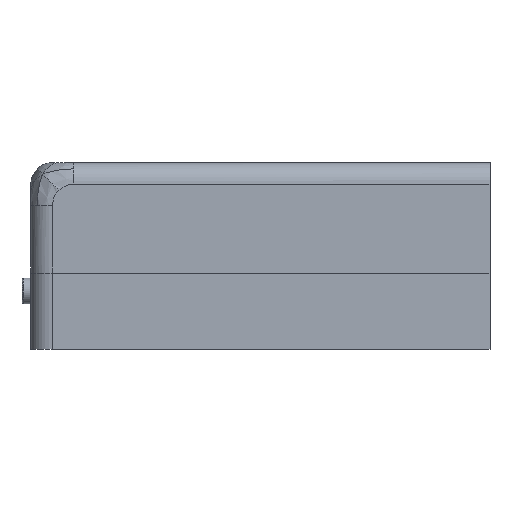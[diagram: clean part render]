
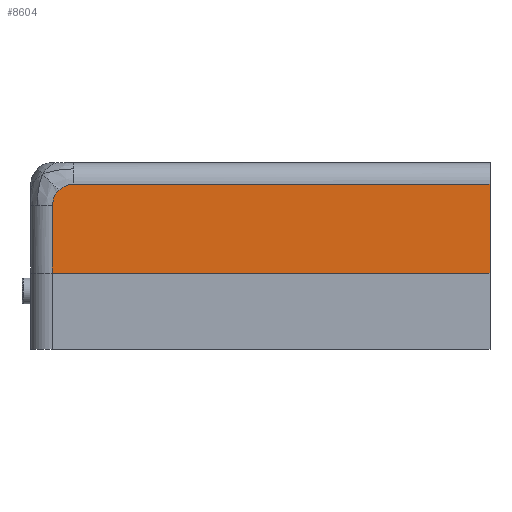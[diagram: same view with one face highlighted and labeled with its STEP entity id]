
A CAD part, front view. The second image highlights one B-rep face of the part: STEP entity #8604.
In plain terms, the highlighted planar face has unit normal (0, -1, 0).
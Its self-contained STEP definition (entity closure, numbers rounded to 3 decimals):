
#335=LINE('',#13913,#1097);
#382=LINE('',#14015,#1144);
#394=LINE('',#14191,#1156);
#396=LINE('',#14194,#1158);
#1097=VECTOR('',#10115,10.);
#1144=VECTOR('',#10208,10.);
#1156=VECTOR('',#10254,10.);
#1158=VECTOR('',#10258,10.);
#1923=PLANE('',#9170);
#2248=FACE_OUTER_BOUND('',#2739,.T.);
#2739=EDGE_LOOP('',(#6555,#6556,#6557,#6558,#6559,#6560));
#3141=CIRCLE('',#9025,3.);
#3144=CIRCLE('',#9028,3.);
#3671=VERTEX_POINT('',#12268);
#3672=VERTEX_POINT('',#12275);
#3674=VERTEX_POINT('',#12321);
#3896=VERTEX_POINT('',#13910);
#3897=VERTEX_POINT('',#13912);
#3929=VERTEX_POINT('',#14013);
#4523=EDGE_CURVE('',#3671,#3672,#3141,.T.);
#4527=EDGE_CURVE('',#3674,#3671,#3144,.T.);
#4854=EDGE_CURVE('',#3896,#3897,#335,.T.);
#4908=EDGE_CURVE('',#3929,#3896,#382,.T.);
#4925=EDGE_CURVE('',#3897,#3674,#394,.T.);
#4927=EDGE_CURVE('',#3672,#3929,#396,.T.);
#6555=ORIENTED_EDGE('',*,*,#4925,.F.);
#6556=ORIENTED_EDGE('',*,*,#4854,.F.);
#6557=ORIENTED_EDGE('',*,*,#4908,.F.);
#6558=ORIENTED_EDGE('',*,*,#4927,.F.);
#6559=ORIENTED_EDGE('',*,*,#4523,.F.);
#6560=ORIENTED_EDGE('',*,*,#4527,.F.);
#8604=ADVANCED_FACE('',(#2248),#1923,.T.);
#9025=AXIS2_PLACEMENT_3D('',#12276,#9748,#9749);
#9028=AXIS2_PLACEMENT_3D('',#12323,#9754,#9755);
#9170=AXIS2_PLACEMENT_3D('',#14197,#10262,#10263);
#9748=DIRECTION('center_axis',(0.,1.,0.));
#9749=DIRECTION('ref_axis',(-0.707,0.,0.707));
#9754=DIRECTION('center_axis',(0.,1.,0.));
#9755=DIRECTION('ref_axis',(-0.707,0.,0.707));
#10115=DIRECTION('',(-1.,0.,0.));
#10208=DIRECTION('',(0.,0.,-1.));
#10254=DIRECTION('',(0.,0.,1.));
#10258=DIRECTION('',(1.,0.,0.));
#10262=DIRECTION('center_axis',(0.,-1.,0.));
#10263=DIRECTION('ref_axis',(-1.,0.,0.));
#12268=CARTESIAN_POINT('',(-48.046,-37.063,9.871));
#12275=CARTESIAN_POINT('',(-45.925,-37.063,10.75));
#12276=CARTESIAN_POINT('Origin',(-45.925,-37.063,7.75));
#12321=CARTESIAN_POINT('',(-48.925,-37.063,7.75));
#12323=CARTESIAN_POINT('Origin',(-45.925,-37.063,7.75));
#13910=CARTESIAN_POINT('',(12.075,-37.063,-1.65));
#13912=CARTESIAN_POINT('',(-48.925,-37.063,-1.65));
#13913=CARTESIAN_POINT('',(12.075,-37.063,-1.65));
#14013=CARTESIAN_POINT('',(12.075,-37.063,10.75));
#14015=CARTESIAN_POINT('',(12.075,-37.063,13.75));
#14191=CARTESIAN_POINT('',(-48.925,-37.063,13.75));
#14194=CARTESIAN_POINT('',(-3.925,-37.063,10.75));
#14197=CARTESIAN_POINT('Origin',(12.075,-37.063,13.75));
